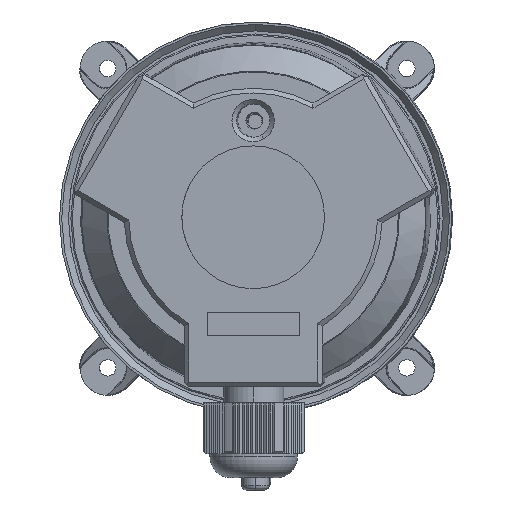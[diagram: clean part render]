
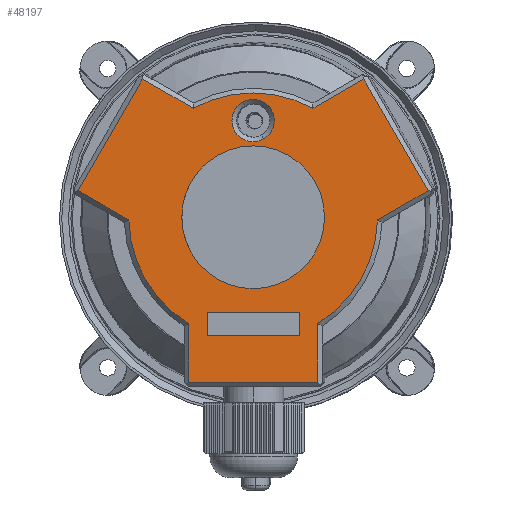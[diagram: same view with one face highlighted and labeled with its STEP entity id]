
A CAD part, front view. The second image highlights one B-rep face of the part: STEP entity #48197.
In plain terms, the highlighted face is planar.
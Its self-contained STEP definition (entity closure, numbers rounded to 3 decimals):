
#46328=DIRECTION('',(0.5,0.,-0.866));
#46329=VECTOR('',#46328,12.717);
#46330=CARTESIAN_POINT('',(-30.026,29.,24.007));
#46331=LINE('',#46330,#46329);
#46332=CARTESIAN_POINT('',(0.,29.,0.));
#46333=DIRECTION('',(0.,-1.,0.));
#46334=DIRECTION('',(-0.877,0.,0.481));
#46335=AXIS2_PLACEMENT_3D('',#46332,#46333,#46334);
#46337=CARTESIAN_POINT('',(0.,29.,0.));
#46338=DIRECTION('',(0.,-1.,0.));
#46339=DIRECTION('',(-1.,0.,0.));
#46340=AXIS2_PLACEMENT_3D('',#46337,#46338,#46339);
#46342=DIRECTION('',(-0.5,0.,
-0.866));
#46343=VECTOR('',#46342,12.717);
#46344=CARTESIAN_POINT('',(-23.668,29.,-12.994));
#46345=LINE('',#46344,#46343);
#46346=DIRECTION('',(0.866,0.,-0.5));
#46347=VECTOR('',#46346,28.);
#46348=CARTESIAN_POINT('',(-30.026,29.,-24.007));
#46349=LINE('',#46348,#46347);
#46350=DIRECTION('',(0.5,0.,0.866));
#46351=VECTOR('',#46350,12.717);
#46352=CARTESIAN_POINT('',(-5.778,29.,-38.007));
#46353=LINE('',#46352,#46351);
#46354=CARTESIAN_POINT('',(0.,29.,0.));
#46355=DIRECTION('',(0.,-1.,0.));
#46356=DIRECTION('',(0.022,0.,-1.));
#46357=AXIS2_PLACEMENT_3D('',#46354,#46355,#46356);
#46359=DIRECTION('',(0.,0.,1.));
#46360=VECTOR('',#46359,28.);
#46361=CARTESIAN_POINT('',(35.804,29.,-14.));
#46362=LINE('',#46361,#46360);
#46363=CARTESIAN_POINT('',(0.,29.,0.));
#46364=DIRECTION('',(0.,-1.,0.));
#46365=DIRECTION('',(0.855,0.,0.519));
#46366=AXIS2_PLACEMENT_3D('',#46363,#46364,#46365);
#46368=DIRECTION('',(-0.5,0.,0.866));
#46369=VECTOR('',#46368,12.717);
#46370=CARTESIAN_POINT('',(0.581,29.,26.994));
#46371=LINE('',#46370,#46369);
#46372=DIRECTION('',(-0.866,0.,-0.5));
#46373=VECTOR('',#46372,28.);
#46374=CARTESIAN_POINT('',(-5.778,29.,38.007));
#46375=LINE('',#46374,#46373);
#46376=DIRECTION('',(0.866,0.,0.5));
#46377=VECTOR('',#46376,20.);
#46378=CARTESIAN_POINT('',(-21.447,29.,17.148));
#46379=LINE('',#46378,#46377);
#46380=DIRECTION('',(0.5,0.,-0.866));
#46381=VECTOR('',#46380,5.);
#46382=CARTESIAN_POINT('',(-4.127,29.,27.148));
#46383=LINE('',#46382,#46381);
#46384=DIRECTION('',(-0.866,0.,-0.5));
#46385=VECTOR('',#46384,20.);
#46386=CARTESIAN_POINT('',(-1.627,29.,22.818));
#46387=LINE('',#46386,#46385);
#46388=DIRECTION('',(-0.5,0.,0.866));
#46389=VECTOR('',#46388,5.);
#46390=CARTESIAN_POINT('',(-18.947,29.,12.818));
#46391=LINE('',#46390,#46389);
#46392=CARTESIAN_POINT('',(0.,29.,0.));
#46393=DIRECTION('',(0.,1.,0.));
#46394=DIRECTION('',(1.,0.,0.));
#46395=AXIS2_PLACEMENT_3D('',#46392,#46393,#46394);
#46397=CARTESIAN_POINT('',(0.,29.,0.));
#46398=DIRECTION('',(0.,1.,0.));
#46399=DIRECTION('',(-1.,0.,0.));
#46400=AXIS2_PLACEMENT_3D('',#46397,#46398,#46399);
#46402=CARTESIAN_POINT('',(10.5,29.,-18.187));
#46403=DIRECTION('',(0.,1.,0.));
#46404=DIRECTION('',(0.,0.,1.));
#46405=AXIS2_PLACEMENT_3D('',#46402,#46403,#46404);
#46407=CARTESIAN_POINT('',(10.5,29.,-18.187));
#46408=DIRECTION('',(0.,1.,0.));
#46409=DIRECTION('',(0.,0.,-1.));
#46410=AXIS2_PLACEMENT_3D('',#46407,#46408,#46409);
#46536=DIRECTION('',(1.,0.,0.));
#46537=VECTOR('',#46536,12.717);
#46538=CARTESIAN_POINT('',(23.087,29.,14.));
#46539=LINE('',#46538,#46537);
#46582=DIRECTION('',(-1.,0.,0.));
#46583=VECTOR('',#46582,12.717);
#46584=CARTESIAN_POINT('',(35.804,29.,-14.));
#46585=LINE('',#46584,#46583);
#47476=CARTESIAN_POINT('',(-30.026,29.,-24.007));
#47477=VERTEX_POINT('',#47476);
#47478=CARTESIAN_POINT('',(-23.668,29.,-12.994));
#47479=VERTEX_POINT('',#47478);
#47585=CARTESIAN_POINT('',(-27.,29.,0.));
#47586=VERTEX_POINT('',#47585);
#47587=CARTESIAN_POINT('',(-23.668,29.,12.994));
#47588=VERTEX_POINT('',#47587);
#47589=CARTESIAN_POINT('',(-30.026,29.,24.007));
#47590=VERTEX_POINT('',#47589);
#47591=CARTESIAN_POINT('',(-5.778,29.,-38.007));
#47592=VERTEX_POINT('',#47591);
#47593=CARTESIAN_POINT('',(0.581,29.,-26.994));
#47594=VERTEX_POINT('',#47593);
#47595=CARTESIAN_POINT('',(23.087,29.,-14.));
#47596=VERTEX_POINT('',#47595);
#47597=CARTESIAN_POINT('',(35.804,29.,-14.));
#47598=VERTEX_POINT('',#47597);
#47599=CARTESIAN_POINT('',(35.804,29.,14.));
#47600=VERTEX_POINT('',#47599);
#47601=CARTESIAN_POINT('',(23.087,29.,14.));
#47602=VERTEX_POINT('',#47601);
#47603=CARTESIAN_POINT('',(0.581,29.,26.994));
#47604=VERTEX_POINT('',#47603);
#47605=CARTESIAN_POINT('',(-5.778,29.,38.007));
#47606=VERTEX_POINT('',#47605);
#47607=CARTESIAN_POINT('',(-21.447,29.,17.148));
#47608=CARTESIAN_POINT('',(-4.127,29.,27.148));
#47609=VERTEX_POINT('',#47607);
#47610=VERTEX_POINT('',#47608);
#47611=CARTESIAN_POINT('',(-1.627,29.,22.818));
#47612=VERTEX_POINT('',#47611);
#47613=CARTESIAN_POINT('',(-18.947,29.,12.818));
#47614=VERTEX_POINT('',#47613);
#47615=CARTESIAN_POINT('',(15.5,29.,0.));
#47616=CARTESIAN_POINT('',(-15.5,29.,0.));
#47617=VERTEX_POINT('',#47615);
#47618=VERTEX_POINT('',#47616);
#47619=CARTESIAN_POINT('',(10.5,29.,-13.587));
#47620=CARTESIAN_POINT('',(10.5,29.,-22.787));
#47621=VERTEX_POINT('',#47619);
#47622=VERTEX_POINT('',#47620);
#48145=CARTESIAN_POINT('',(0.,29.,0.));
#48146=DIRECTION('',(0.,1.,0.));
#48147=DIRECTION('',(1.,0.,0.));
#48148=AXIS2_PLACEMENT_3D('',#48145,#48146,#48147);
#48149=PLANE('',#48148);
#48151=ORIENTED_EDGE('',*,*,#48150,.T.);
#48152=ORIENTED_EDGE('',*,*,#48135,.T.);
#48153=ORIENTED_EDGE('',*,*,#48133,.T.);
#48154=ORIENTED_EDGE('',*,*,#47915,.T.);
#48156=ORIENTED_EDGE('',*,*,#48155,.T.);
#48158=ORIENTED_EDGE('',*,*,#48157,.T.);
#48160=ORIENTED_EDGE('',*,*,#48159,.T.);
#48162=ORIENTED_EDGE('',*,*,#48161,.F.);
#48164=ORIENTED_EDGE('',*,*,#48163,.T.);
#48166=ORIENTED_EDGE('',*,*,#48165,.F.);
#48168=ORIENTED_EDGE('',*,*,#48167,.T.);
#48170=ORIENTED_EDGE('',*,*,#48169,.T.);
#48172=ORIENTED_EDGE('',*,*,#48171,.T.);
#48173=EDGE_LOOP('',(#48151,#48152,#48153,#48154,#48156,#48158,#48160,#48162,
#48164,#48166,#48168,#48170,#48172));
#48174=FACE_OUTER_BOUND('',#48173,.F.);
#48176=ORIENTED_EDGE('',*,*,#48175,.T.);
#48178=ORIENTED_EDGE('',*,*,#48177,.T.);
#48180=ORIENTED_EDGE('',*,*,#48179,.T.);
#48182=ORIENTED_EDGE('',*,*,#48181,.T.);
#48183=EDGE_LOOP('',(#48176,#48178,#48180,#48182));
#48184=FACE_BOUND('',#48183,.F.);
#48186=ORIENTED_EDGE('',*,*,#48185,.T.);
#48188=ORIENTED_EDGE('',*,*,#48187,.T.);
#48189=EDGE_LOOP('',(#48186,#48188));
#48190=FACE_BOUND('',#48189,.F.);
#48192=ORIENTED_EDGE('',*,*,#48191,.T.);
#48194=ORIENTED_EDGE('',*,*,#48193,.T.);
#48195=EDGE_LOOP('',(#48192,#48194));
#48196=FACE_BOUND('',#48195,.F.);
#48197=ADVANCED_FACE('',(#48174,#48184,#48190,#48196),#48149,.T.);
#46336=CIRCLE('',#46335,27.);
#46341=CIRCLE('',#46340,27.);
#46358=CIRCLE('',#46357,27.);
#46367=CIRCLE('',#46366,27.);
#46396=CIRCLE('',#46395,15.5);
#46401=CIRCLE('',#46400,15.5);
#46406=CIRCLE('',#46405,4.6);
#46411=CIRCLE('',#46410,4.6);
#47915=EDGE_CURVE('',#47479,#47477,#46345,.T.);
#48133=EDGE_CURVE('',#47586,#47479,#46341,.T.);
#48135=EDGE_CURVE('',#47588,#47586,#46336,.T.);
#48150=EDGE_CURVE('',#47590,#47588,#46331,.T.);
#48155=EDGE_CURVE('',#47477,#47592,#46349,.T.);
#48157=EDGE_CURVE('',#47592,#47594,#46353,.T.);
#48159=EDGE_CURVE('',#47594,#47596,#46358,.T.);
#48161=EDGE_CURVE('',#47598,#47596,#46585,.T.);
#48163=EDGE_CURVE('',#47598,#47600,#46362,.T.);
#48165=EDGE_CURVE('',#47602,#47600,#46539,.T.);
#48167=EDGE_CURVE('',#47602,#47604,#46367,.T.);
#48169=EDGE_CURVE('',#47604,#47606,#46371,.T.);
#48171=EDGE_CURVE('',#47606,#47590,#46375,.T.);
#48175=EDGE_CURVE('',#47609,#47610,#46379,.T.);
#48177=EDGE_CURVE('',#47610,#47612,#46383,.T.);
#48179=EDGE_CURVE('',#47612,#47614,#46387,.T.);
#48181=EDGE_CURVE('',#47614,#47609,#46391,.T.);
#48185=EDGE_CURVE('',#47617,#47618,#46396,.T.);
#48187=EDGE_CURVE('',#47618,#47617,#46401,.T.);
#48191=EDGE_CURVE('',#47621,#47622,#46406,.T.);
#48193=EDGE_CURVE('',#47622,#47621,#46411,.T.);
